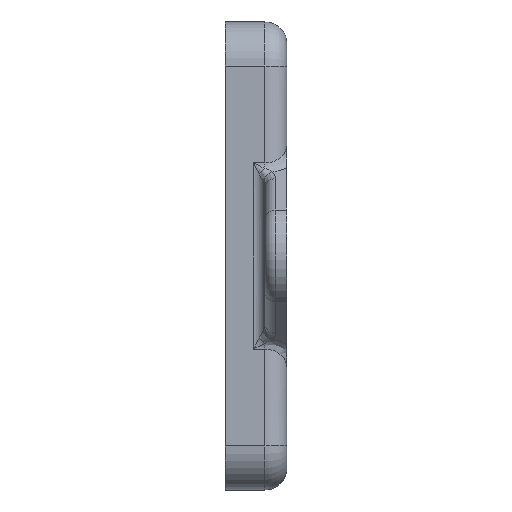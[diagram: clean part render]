
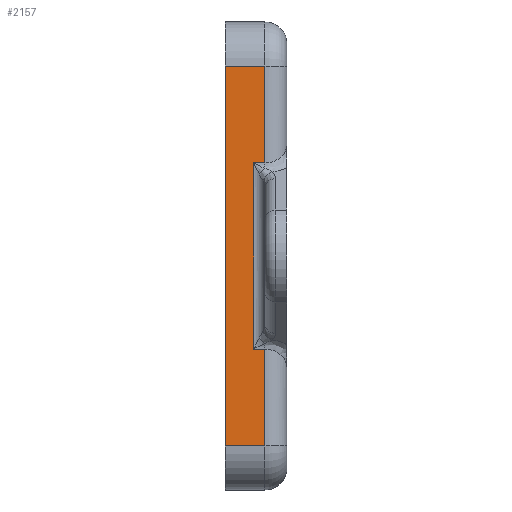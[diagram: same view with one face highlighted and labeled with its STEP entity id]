
A CAD part, left-side view. The second image highlights one B-rep face of the part: STEP entity #2157.
In plain terms, the highlighted planar face has unit normal (-1, 0, 0).
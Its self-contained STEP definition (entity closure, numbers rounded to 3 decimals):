
#79 = CARTESIAN_POINT ( 'NONE',  ( -15.85, -5.6, -8.45 ) ) ;
#110 = CARTESIAN_POINT ( 'NONE',  ( -15.85, -2., 17.25 ) ) ;
#125 = CARTESIAN_POINT ( 'NONE',  ( -15.85, -5.6, -17.25 ) ) ;
#153 = ORIENTED_EDGE ( 'NONE', *, *, #274, .T. ) ;
#264 = ORIENTED_EDGE ( 'NONE', *, *, #2492, .T. ) ;
#274 = EDGE_CURVE ( 'NONE', #2124, #1660, #2339, .T. ) ;
#306 = CARTESIAN_POINT ( 'NONE',  ( -15.85, -5.6, 17.25 ) ) ;
#309 = DIRECTION ( 'NONE',  ( 0., 1., 0. ) ) ;
#322 = LINE ( 'NONE', #2877, #1114 ) ;
#391 = EDGE_CURVE ( 'NONE', #1930, #2153, #714, .T. ) ;
#456 = CARTESIAN_POINT ( 'NONE',  ( -15.85, -4.6, 8.45 ) ) ;
#481 = VERTEX_POINT ( 'NONE', #2353 ) ;
#557 = CARTESIAN_POINT ( 'NONE',  ( -15.85, -5.6, 17.25 ) ) ;
#617 = CARTESIAN_POINT ( 'NONE',  ( -15.85, -4.6, 17.25 ) ) ;
#681 = VERTEX_POINT ( 'NONE', #456 ) ;
#691 = AXIS2_PLACEMENT_3D ( 'NONE', #2277, #2044, #1511 ) ;
#699 = EDGE_CURVE ( 'NONE', #2153, #2523, #2467, .T. ) ;
#704 = DIRECTION ( 'NONE',  ( 0., -1., 0. ) ) ;
#714 = LINE ( 'NONE', #110, #1444 ) ;
#741 = LINE ( 'NONE', #2136, #932 ) ;
#802 = DIRECTION ( 'NONE',  ( 0., 0., 1. ) ) ;
#914 = DIRECTION ( 'NONE',  ( 0., -1., 0. ) ) ;
#926 = LINE ( 'NONE', #557, #2453 ) ;
#932 = VECTOR ( 'NONE', #914, 1000. ) ;
#1081 = ORIENTED_EDGE ( 'NONE', *, *, #699, .T. ) ;
#1114 = VECTOR ( 'NONE', #2888, 1000. ) ;
#1122 = EDGE_LOOP ( 'NONE', ( #2301, #2112, #153, #1721, #2321, #1081, #264, #1434 ) ) ;
#1168 = EDGE_CURVE ( 'NONE', #681, #2124, #741, .T. ) ;
#1355 = LINE ( 'NONE', #79, #2142 ) ;
#1434 = ORIENTED_EDGE ( 'NONE', *, *, #2227, .T. ) ;
#1444 = VECTOR ( 'NONE', #2050, 1000. ) ;
#1511 = DIRECTION ( 'NONE',  ( 0., 0., 1. ) ) ;
#1622 = DIRECTION ( 'NONE',  ( 0., 0., 1. ) ) ;
#1660 = VERTEX_POINT ( 'NONE', #306 ) ;
#1713 = CARTESIAN_POINT ( 'NONE',  ( -15.85, -2., -17.25 ) ) ;
#1721 = ORIENTED_EDGE ( 'NONE', *, *, #1950, .F. ) ;
#1735 = CARTESIAN_POINT ( 'NONE',  ( -15.85, -5.6, 17.25 ) ) ;
#1928 = CARTESIAN_POINT ( 'NONE',  ( -15.85, -2., 17.25 ) ) ;
#1930 = VERTEX_POINT ( 'NONE', #1928 ) ;
#1950 = EDGE_CURVE ( 'NONE', #1930, #1660, #322, .T. ) ;
#1983 = CARTESIAN_POINT ( 'NONE',  ( -15.85, -5.6, 8.45 ) ) ;
#2015 = PLANE ( 'NONE',  #691 ) ;
#2044 = DIRECTION ( 'NONE',  ( -1., 0., 0. ) ) ;
#2050 = DIRECTION ( 'NONE',  ( 0., 0., -1. ) ) ;
#2112 = ORIENTED_EDGE ( 'NONE', *, *, #1168, .T. ) ;
#2124 = VERTEX_POINT ( 'NONE', #1983 ) ;
#2136 = CARTESIAN_POINT ( 'NONE',  ( -15.85, -7.6, 8.45 ) ) ;
#2142 = VECTOR ( 'NONE', #309, 1000. ) ;
#2153 = VERTEX_POINT ( 'NONE', #1713 ) ;
#2157 = ADVANCED_FACE ( 'NONE', ( #2977 ), #2015, .T. ) ;
#2218 = LINE ( 'NONE', #617, #3017 ) ;
#2227 = EDGE_CURVE ( 'NONE', #481, #2785, #1355, .T. ) ;
#2277 = CARTESIAN_POINT ( 'NONE',  ( -15.85, -2., 17.25 ) ) ;
#2301 = ORIENTED_EDGE ( 'NONE', *, *, #2609, .T. ) ;
#2321 = ORIENTED_EDGE ( 'NONE', *, *, #391, .T. ) ;
#2339 = LINE ( 'NONE', #1735, #2820 ) ;
#2353 = CARTESIAN_POINT ( 'NONE',  ( -15.85, -5.6, -8.45 ) ) ;
#2453 = VECTOR ( 'NONE', #802, 1000. ) ;
#2467 = LINE ( 'NONE', #2503, #2719 ) ;
#2486 = CARTESIAN_POINT ( 'NONE',  ( -15.85, -4.6, -8.45 ) ) ;
#2492 = EDGE_CURVE ( 'NONE', #2523, #481, #926, .T. ) ;
#2503 = CARTESIAN_POINT ( 'NONE',  ( -15.85, -2., -17.25 ) ) ;
#2523 = VERTEX_POINT ( 'NONE', #125 ) ;
#2609 = EDGE_CURVE ( 'NONE', #2785, #681, #2218, .T. ) ;
#2719 = VECTOR ( 'NONE', #704, 1000. ) ;
#2785 = VERTEX_POINT ( 'NONE', #2486 ) ;
#2820 = VECTOR ( 'NONE', #2983, 1000. ) ;
#2877 = CARTESIAN_POINT ( 'NONE',  ( -15.85, -2., 17.25 ) ) ;
#2888 = DIRECTION ( 'NONE',  ( 0., -1., 0. ) ) ;
#2977 = FACE_OUTER_BOUND ( 'NONE', #1122, .T. ) ;
#2983 = DIRECTION ( 'NONE',  ( 0., 0., 1. ) ) ;
#3017 = VECTOR ( 'NONE', #1622, 1000. ) ;
